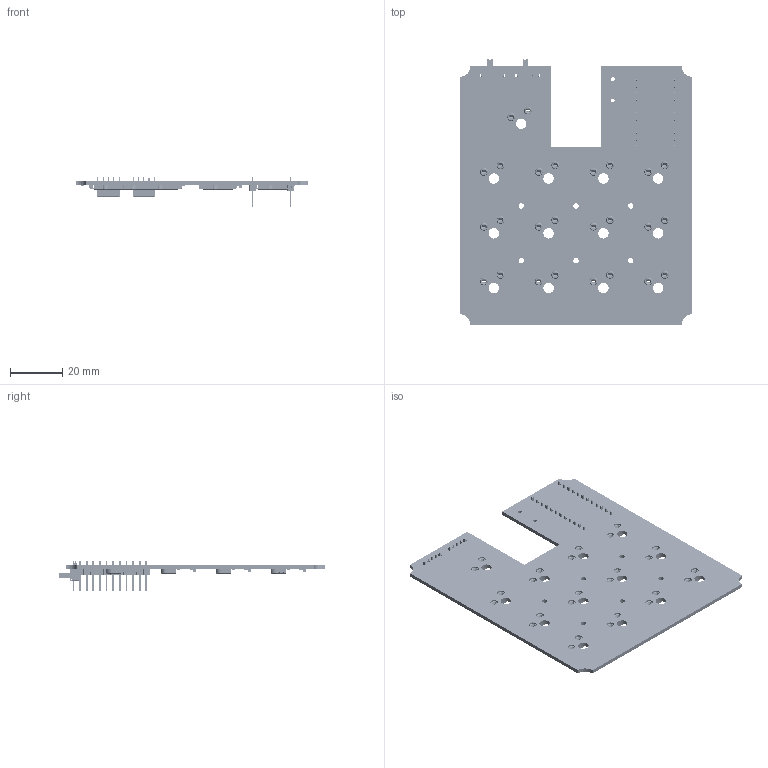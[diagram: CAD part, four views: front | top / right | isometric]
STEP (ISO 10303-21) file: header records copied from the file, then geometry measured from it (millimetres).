
FILE_DESCRIPTION(('KiCad electronic assembly'),'2;1');
FILE_NAME('pcb.step','2025-05-03T18:26:40',('Pcbnew'),('Kicad'), 'Open CASCADE STEP processor 7.9','KiCad to STEP converter','Unknown' );
FILE_SCHEMA(('AUTOMOTIVE_DESIGN { 1 0 10303 214 1 1 1 1 }'));
Length unit declared in the file: millimetre
Products named in the file (7): pcb 1; KailhSocket; C_0805_2012Metric; R_0805_2012Metric; PinHeader_1x12_P2.54mm_Vertical; SW_Slide_SPDT_Angled_CK_OS102011MA1Q; macroboard_PCB
Assembly tree (66 placements, depth 2):
  pcb 1
    KailhSocket  x13
    C_0805_2012Metric  x16
    R_0805_2012Metric  x32
    PinHeader_1x12_P2.54mm_Vertical  x2
    SW_Slide_SPDT_Angled_CK_OS102011MA1Q  x2
    macroboard_PCB
Bounding box: 89 x 101.7 x 11.54 mm (x, y, z)
Volume: 13744.8 mm3; surface area: 23370.4 mm2
Topology: 102 solids, 102 shells, 10462 faces, 24415 edges, 14393 vertices
Faces by surface type: plane 4077, cylinder 3902, sphere 858, bspline 793, torus 728, cone 104
Full cylindrical faces by diameter (mm): 0.9 x6, 1 x24, 1.5 x6, 2.1 x6, 3 x52, 4 x13
Entity records: 44229 total; most frequent: CARTESIAN_POINT 7449, DIRECTION 6348, ORIENTED_EDGE 6044, EDGE_CURVE 3022, AXIS2_PLACEMENT_3D 2131, LINE 2086, VECTOR 2086, VERTEX_POINT 1812
